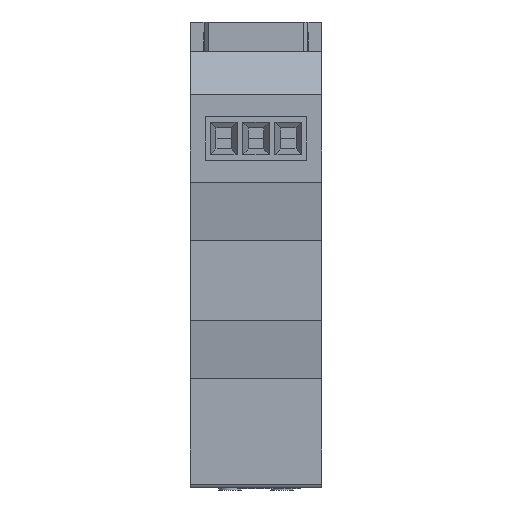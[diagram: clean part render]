
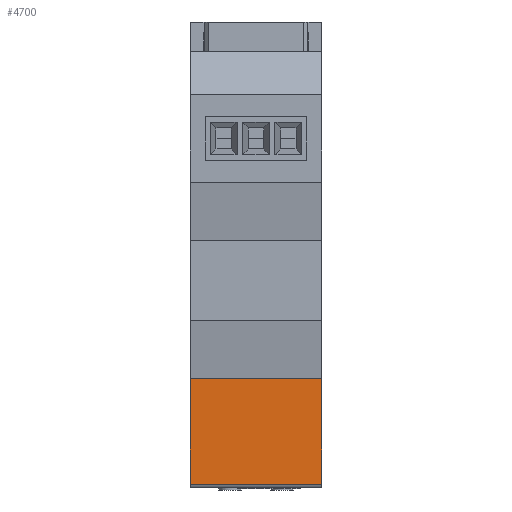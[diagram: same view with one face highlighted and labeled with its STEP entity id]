
A CAD part, front view. The second image highlights one B-rep face of the part: STEP entity #4700.
In plain terms, the highlighted planar face has unit normal (0, -1, 0).
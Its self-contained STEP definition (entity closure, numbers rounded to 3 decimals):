
#846 = VECTOR ( 'NONE', #15216, 1000. ) ;
#1255 = FACE_OUTER_BOUND ( 'NONE', #6603, .T. ) ;
#1352 = LINE ( 'NONE', #10595, #13400 ) ;
#2402 = VECTOR ( 'NONE', #11899, 1000. ) ;
#3287 = CARTESIAN_POINT ( 'NONE',  ( -9., -22.5, -45. ) ) ;
#3743 = CARTESIAN_POINT ( 'NONE',  ( 9., -22.5, -45. ) ) ;
#4700 = ADVANCED_FACE ( 'NONE', ( #1255 ), #6459, .F. ) ;
#4968 = VECTOR ( 'NONE', #9892, 1000. ) ;
#6459 = PLANE ( 'NONE',  #15023 ) ;
#6603 = EDGE_LOOP ( 'NONE', ( #19570, #19613, #19764, #19784 ) ) ;
#8059 = CARTESIAN_POINT ( 'NONE',  ( 9., -22.5, -45. ) ) ;
#8132 = DIRECTION ( 'NONE',  ( 0., 0., 1. ) ) ;
#9386 = LINE ( 'NONE', #3743, #846 ) ;
#9821 = CARTESIAN_POINT ( 'NONE',  ( -9., -22.5, -45. ) ) ;
#9892 = DIRECTION ( 'NONE',  ( 0., 0., -1. ) ) ;
#9908 = LINE ( 'NONE', #9821, #4968 ) ;
#10092 = VERTEX_POINT ( 'NONE', #3287 ) ;
#10266 = VERTEX_POINT ( 'NONE', #11883 ) ;
#10595 = CARTESIAN_POINT ( 'NONE',  ( 9., -22.5, -45. ) ) ;
#11266 = VERTEX_POINT ( 'NONE', #11499 ) ;
#11499 = CARTESIAN_POINT ( 'NONE',  ( 9., -22.5, -45. ) ) ;
#11883 = CARTESIAN_POINT ( 'NONE',  ( -9., -22.5, -59.5 ) ) ;
#11899 = DIRECTION ( 'NONE',  ( 1., 0., 0. ) ) ;
#11967 = VERTEX_POINT ( 'NONE', #20191 ) ;
#12180 = DIRECTION ( 'NONE',  ( 0., 0., -1. ) ) ;
#13400 = VECTOR ( 'NONE', #12180, 1000. ) ;
#15023 = AXIS2_PLACEMENT_3D ( 'NONE', #8059, #17942, #8132 ) ;
#15216 = DIRECTION ( 'NONE',  ( -1., 0., 0. ) ) ;
#17335 = EDGE_CURVE ( 'NONE', #11266, #10092, #9386, .T. ) ;
#17553 = EDGE_CURVE ( 'NONE', #10092, #10266, #9908, .T. ) ;
#17678 = EDGE_CURVE ( 'NONE', #10266, #11967, #19356, .T. ) ;
#17735 = EDGE_CURVE ( 'NONE', #11266, #11967, #1352, .T. ) ;
#17942 = DIRECTION ( 'NONE',  ( 0., 1., 0. ) ) ;
#19356 = LINE ( 'NONE', #20097, #2402 ) ;
#19570 = ORIENTED_EDGE ( 'NONE', *, *, #17553, .T. ) ;
#19613 = ORIENTED_EDGE ( 'NONE', *, *, #17678, .T. ) ;
#19764 = ORIENTED_EDGE ( 'NONE', *, *, #17735, .F. ) ;
#19784 = ORIENTED_EDGE ( 'NONE', *, *, #17335, .T. ) ;
#20097 = CARTESIAN_POINT ( 'NONE',  ( 9., -22.5, -59.5 ) ) ;
#20191 = CARTESIAN_POINT ( 'NONE',  ( 9., -22.5, -59.5 ) ) ;
